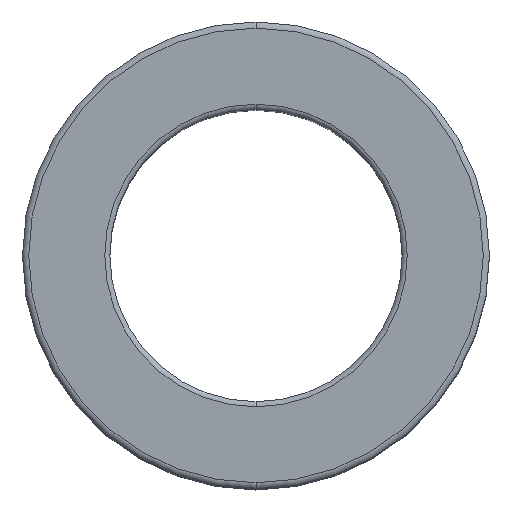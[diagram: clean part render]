
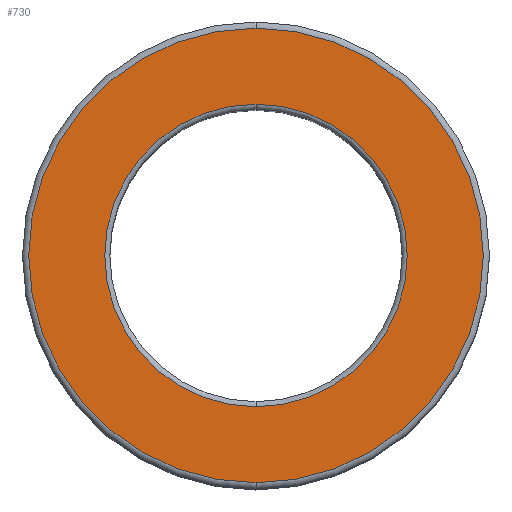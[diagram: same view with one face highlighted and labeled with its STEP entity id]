
A CAD part, top view. The second image highlights one B-rep face of the part: STEP entity #730.
In plain terms, the highlighted planar face has unit normal (0, 0, 1).
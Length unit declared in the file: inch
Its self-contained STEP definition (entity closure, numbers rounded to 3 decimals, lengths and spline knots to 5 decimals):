
#9 = CIRCLE ( 'NONE', #1674, 0.6475 ) ;
#18 = AXIS2_PLACEMENT_3D ( 'NONE', #1590, #404, #542 ) ;
#59 = CARTESIAN_POINT ( 'NONE',  ( 0., 0., 1.30875 ) ) ;
#69 = EDGE_CURVE ( 'NONE', #185, #1222, #1326, .T. ) ;
#78 = AXIS2_PLACEMENT_3D ( 'NONE', #59, #1104, #452 ) ;
#113 = CARTESIAN_POINT ( 'NONE',  ( 0., 0.97303, 1.30875 ) ) ;
#185 = VERTEX_POINT ( 'NONE', #989 ) ;
#266 = EDGE_CURVE ( 'NONE', #881, #1600, #9, .T. ) ;
#281 = AXIS2_PLACEMENT_3D ( 'NONE', #1305, #937, #1718 ) ;
#355 = ORIENTED_EDGE ( 'NONE', *, *, #1260, .F. ) ;
#372 = DIRECTION ( 'NONE',  ( 0., 0., -1. ) ) ;
#389 = DIRECTION ( 'NONE',  ( 0., 1., 0. ) ) ;
#404 = DIRECTION ( 'NONE',  ( 0., 0., -1. ) ) ;
#452 = DIRECTION ( 'NONE',  ( 0., 1., 0. ) ) ;
#542 = DIRECTION ( 'NONE',  ( 0., 1., 0. ) ) ;
#543 = CIRCLE ( 'NONE', #78, 0.6475 ) ;
#593 = DIRECTION ( 'NONE',  ( 0., 1., 0. ) ) ;
#724 = CIRCLE ( 'NONE', #18, 0.97303 ) ;
#730 = ADVANCED_FACE ( 'NONE', ( #1011, #1409 ), #1711, .F. ) ;
#874 = AXIS2_PLACEMENT_3D ( 'NONE', #113, #372, #389 ) ;
#879 = EDGE_LOOP ( 'NONE', ( #1348, #1270 ) ) ;
#881 = VERTEX_POINT ( 'NONE', #931 ) ;
#931 = CARTESIAN_POINT ( 'NONE',  ( 0.6475, 0., 1.30875 ) ) ;
#937 = DIRECTION ( 'NONE',  ( 0., 0., -1. ) ) ;
#989 = CARTESIAN_POINT ( 'NONE',  ( 0., 0.97302, 1.30875 ) ) ;
#1011 = FACE_OUTER_BOUND ( 'NONE', #1523, .T. ) ;
#1104 = DIRECTION ( 'NONE',  ( 0., 0., 1. ) ) ;
#1119 = EDGE_CURVE ( 'NONE', #1600, #881, #543, .T. ) ;
#1131 = ORIENTED_EDGE ( 'NONE', *, *, #69, .F. ) ;
#1141 = CARTESIAN_POINT ( 'NONE',  ( 0., -0.97303, 1.30875 ) ) ;
#1222 = VERTEX_POINT ( 'NONE', #1141 ) ;
#1260 = EDGE_CURVE ( 'NONE', #1222, #185, #724, .T. ) ;
#1270 = ORIENTED_EDGE ( 'NONE', *, *, #1119, .F. ) ;
#1305 = CARTESIAN_POINT ( 'NONE',  ( 0., 0., 1.30875 ) ) ;
#1326 = CIRCLE ( 'NONE', #281, 0.97303 ) ;
#1348 = ORIENTED_EDGE ( 'NONE', *, *, #266, .F. ) ;
#1409 = FACE_BOUND ( 'NONE', #879, .T. ) ;
#1521 = CARTESIAN_POINT ( 'NONE',  ( 0., 0., 1.30875 ) ) ;
#1523 = EDGE_LOOP ( 'NONE', ( #1131, #355 ) ) ;
#1590 = CARTESIAN_POINT ( 'NONE',  ( 0., 0., 1.30875 ) ) ;
#1600 = VERTEX_POINT ( 'NONE', #1683 ) ;
#1674 = AXIS2_PLACEMENT_3D ( 'NONE', #1521, #1689, #593 ) ;
#1683 = CARTESIAN_POINT ( 'NONE',  ( -0.6475, 0., 1.30875 ) ) ;
#1689 = DIRECTION ( 'NONE',  ( 0., 0., 1. ) ) ;
#1711 = PLANE ( 'NONE',  #874 ) ;
#1718 = DIRECTION ( 'NONE',  ( 0., 1., 0. ) ) ;
